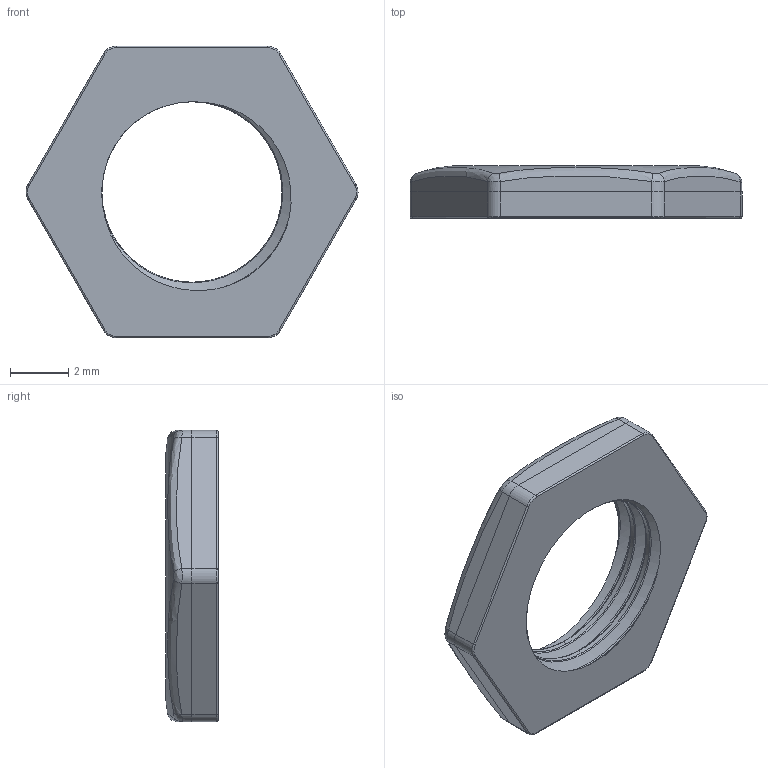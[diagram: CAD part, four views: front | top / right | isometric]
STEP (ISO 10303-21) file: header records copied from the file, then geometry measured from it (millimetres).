
FILE_DESCRIPTION (( 'STEP AP214' ), '1' );
FILE_NAME ('M7 × 0.75 NUT.STEP', '2024-03-07T10:19:53', ( '' ), ( '' ), 'SwSTEP 2.0', 'SolidWorks 2023', '' );
FILE_SCHEMA (( 'AUTOMOTIVE_DESIGN' ));
Length unit declared in the file: millimetre
Products named in the file (1): M7 × 0.75 NUT
Bounding box: 11.39 x 1.79 x 10 mm (x, y, z)
Volume: 92.4 mm3; surface area: 214.3 mm2
Topology: 1 solids, 1 shells, 64 faces, 153 edges, 90 vertices
Faces by surface type: cylinder 24, bspline 19, plane 13, torus 8
Entity records: 6204 total; most frequent: CARTESIAN_POINT 4162, ORIENTED_EDGE 306, DIRECTION 231, EDGE_CURVE 153, AXIS2_PLACEMENT_3D 92, VERTEX_POINT 90, UNCERTAINTY_MEASURE_WITH_UNIT 66, PRESENTATION_STYLE_ASSIGNMENT 65
